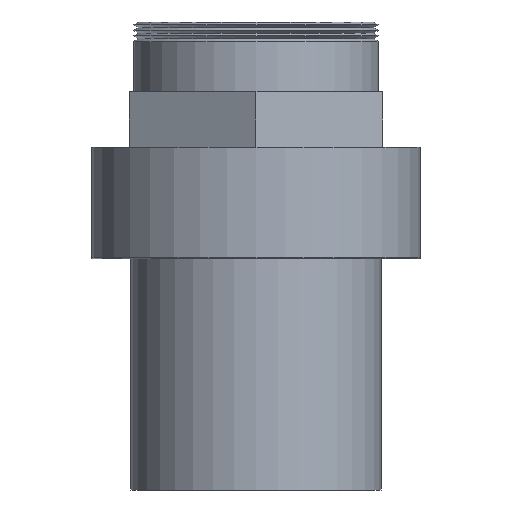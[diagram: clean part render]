
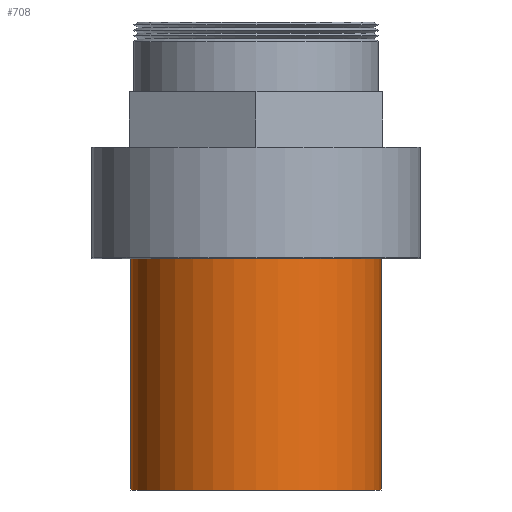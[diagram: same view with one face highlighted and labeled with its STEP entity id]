
A CAD part, front view. The second image highlights one B-rep face of the part: STEP entity #708.
In plain terms, the highlighted cylindrical face has radius 45 mm (diameter 90 mm), a partial arc.
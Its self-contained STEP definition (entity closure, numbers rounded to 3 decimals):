
#14 = EDGE_CURVE ( 'NONE', #182, #992, #848, .T. ) ;
#100 = DIRECTION ( 'NONE',  ( 0., 0., 1. ) ) ;
#121 = VERTEX_POINT ( 'NONE', #693 ) ;
#125 = EDGE_CURVE ( 'NONE', #1096, #121, #695, .T. ) ;
#182 = VERTEX_POINT ( 'NONE', #704 ) ;
#197 = FACE_OUTER_BOUND ( 'NONE', #1092, .T. ) ;
#220 = CARTESIAN_POINT ( 'NONE',  ( 45., 0., 0. ) ) ;
#227 = DIRECTION ( 'NONE',  ( 1., 0., 0. ) ) ;
#245 = DIRECTION ( 'NONE',  ( 0., 0., 1. ) ) ;
#361 = DIRECTION ( 'NONE',  ( 0., 0., 1. ) ) ;
#482 = DIRECTION ( 'NONE',  ( 1., 0., 0. ) ) ;
#565 = CYLINDRICAL_SURFACE ( 'NONE', #1098, 45. ) ;
#587 = DIRECTION ( 'NONE',  ( 0., 0., 1. ) ) ;
#608 = DIRECTION ( 'NONE',  ( 1., 0., 0. ) ) ;
#639 = CARTESIAN_POINT ( 'NONE',  ( -45., 0., -85. ) ) ;
#641 = ORIENTED_EDGE ( 'NONE', *, *, #1028, .F. ) ;
#673 = CARTESIAN_POINT ( 'NONE',  ( 0., 0., -168. ) ) ;
#678 = AXIS2_PLACEMENT_3D ( 'NONE', #1008, #245, #608 ) ;
#693 = CARTESIAN_POINT ( 'NONE',  ( 45., 0., -85. ) ) ;
#695 = CIRCLE ( 'NONE', #678, 45. ) ;
#704 = CARTESIAN_POINT ( 'NONE',  ( -45., 0., -168. ) ) ;
#708 = ADVANCED_FACE ( 'NONE', ( #197 ), #565, .T. ) ;
#726 = ORIENTED_EDGE ( 'NONE', *, *, #818, .T. ) ;
#790 = CARTESIAN_POINT ( 'NONE',  ( 45., 0., -168. ) ) ;
#794 = LINE ( 'NONE', #1105, #919 ) ;
#818 = EDGE_CURVE ( 'NONE', #992, #121, #993, .T. ) ;
#832 = AXIS2_PLACEMENT_3D ( 'NONE', #673, #994, #227 ) ;
#848 = CIRCLE ( 'NONE', #832, 45. ) ;
#895 = CARTESIAN_POINT ( 'NONE',  ( 0., 0., 0. ) ) ;
#919 = VECTOR ( 'NONE', #361, 1000. ) ;
#992 = VERTEX_POINT ( 'NONE', #790 ) ;
#993 = LINE ( 'NONE', #220, #1078 ) ;
#994 = DIRECTION ( 'NONE',  ( 0., 0., 1. ) ) ;
#1008 = CARTESIAN_POINT ( 'NONE',  ( 0., 0., -85. ) ) ;
#1028 = EDGE_CURVE ( 'NONE', #182, #1096, #794, .T. ) ;
#1038 = ORIENTED_EDGE ( 'NONE', *, *, #14, .T. ) ;
#1078 = VECTOR ( 'NONE', #587, 1000. ) ;
#1092 = EDGE_LOOP ( 'NONE', ( #641, #1038, #726, #1114 ) ) ;
#1096 = VERTEX_POINT ( 'NONE', #639 ) ;
#1098 = AXIS2_PLACEMENT_3D ( 'NONE', #895, #100, #482 ) ;
#1105 = CARTESIAN_POINT ( 'NONE',  ( -45., 0., 0. ) ) ;
#1114 = ORIENTED_EDGE ( 'NONE', *, *, #125, .F. ) ;
